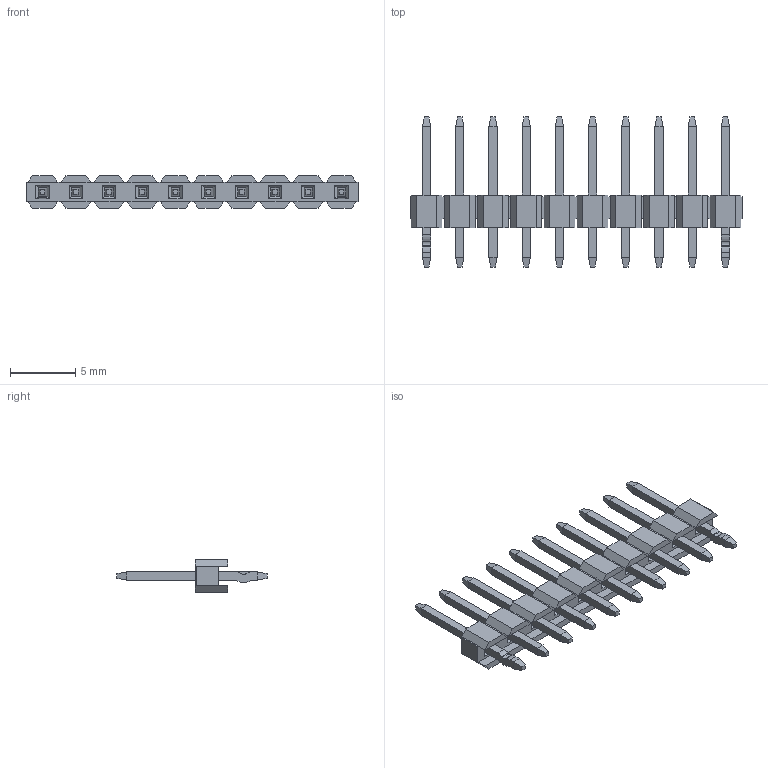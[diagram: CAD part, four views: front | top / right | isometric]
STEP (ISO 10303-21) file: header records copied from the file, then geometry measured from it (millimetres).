
FILE_DESCRIPTION( ('This file contains a STEP AP42 implementation' ,'as created by ZW3D STEP Interface translator.') ,'2;1' );
FILE_NAME( '1125-11XXXXKXXXXXXX.stp' ,'23 329.1437 3', (''), ('ZWCAD Software Co.'), 'Version 1.0', 'ZW3D to STEP translator', '' );
FILE_SCHEMA(('AUTOMOTIVE_DESIGN { 1 0 10303 214 1 1 1 1 }'));
Length unit declared in the file: millimetre
Products named in the file (2): 0; 1125-1120XXK115XXXX
Bounding box: 25.4 x 11.5 x 2.5 mm (x, y, z)
Volume: 152.6 mm3; surface area: 627.8 mm2
Topology: 11 solids, 11 shells, 450 faces, 1084 edges, 656 vertices
Faces by surface type: plane 438, cylinder 12
Entity records: 13079 total; most frequent: CARTESIAN_POINT 2191, ORIENTED_EDGE 2168, DIRECTION 2010, EDGE_CURVE 1084, VECTOR 1060, LINE 1060, VERTEX_POINT 656, AXIS2_PLACEMENT_3D 475
